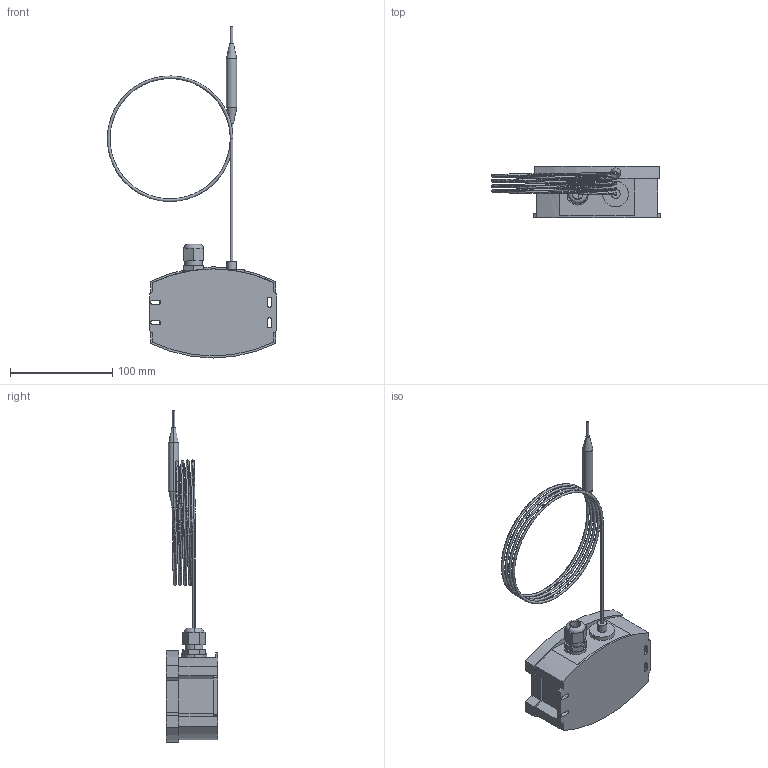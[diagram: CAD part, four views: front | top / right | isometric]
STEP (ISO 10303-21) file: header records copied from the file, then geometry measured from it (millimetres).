
FILE_DESCRIPTION (( 'STEP AP214' ), '1' );
FILE_NAME ('FPT-1-180 Òåðìîñòàò çàùèòû îò çàìåðçàíèÿ ìåõàíè÷åñêèé.STEP', '2020-08-12T10:44:48', ( '' ), ( '' ), 'SwSTEP 2.0', 'SolidWorks 2017', '' );
FILE_SCHEMA (( 'AUTOMOTIVE_DESIGN' ));
Length unit declared in the file: millimetre
Products named in the file (1): FPT-1-180 Òåðìîñòàò çàùèòû îò çàìåðçàíèÿ ìåõàíè÷åñêèé
Bounding box: 165.25 x 50 x 324 mm (x, y, z)
Volume: 214974.1 mm3; surface area: 90290.3 mm2
Topology: 2 solids, 2 shells, 261 faces, 658 edges, 428 vertices
Faces by surface type: plane 202, cylinder 51, cone 4, bspline 2, torus 2
Entity records: 9343 total; most frequent: CARTESIAN_POINT 2896, ORIENTED_EDGE 1316, DIRECTION 1306, EDGE_CURVE 658, LINE 526, VECTOR 526, VERTEX_POINT 428, AXIS2_PLACEMENT_3D 390
